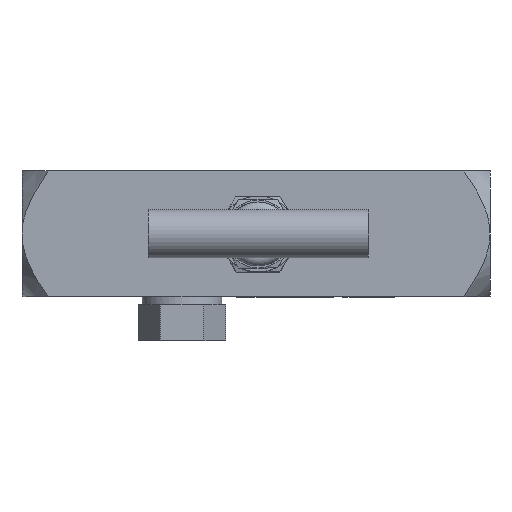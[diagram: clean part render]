
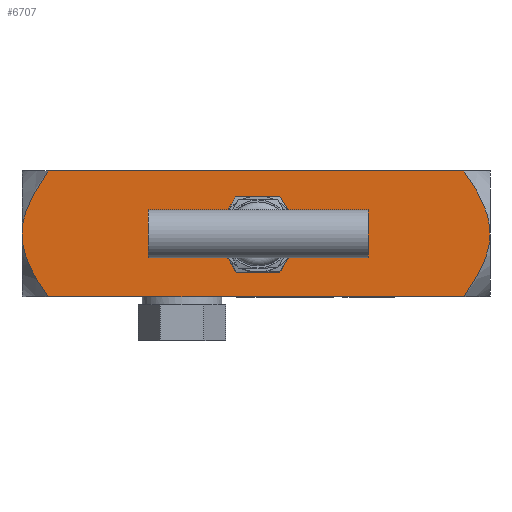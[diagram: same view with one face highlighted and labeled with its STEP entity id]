
A CAD part, left-side view. The second image highlights one B-rep face of the part: STEP entity #6707.
In plain terms, the highlighted planar face has unit normal (-1, 0, 0).
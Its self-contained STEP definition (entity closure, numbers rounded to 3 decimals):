
#240=(
BOUNDED_CURVE()
B_SPLINE_CURVE(2,(#10059,#10060,#10061),.UNSPECIFIED.,.F.,.F.)
B_SPLINE_CURVE_WITH_KNOTS((3,3),(1.617,3.987),
 .UNSPECIFIED.)
CURVE()
GEOMETRIC_REPRESENTATION_ITEM()
RATIONAL_B_SPLINE_CURVE((1.141,1.173,1.))
REPRESENTATION_ITEM('')
);
#242=(
BOUNDED_CURVE()
B_SPLINE_CURVE(2,(#10067,#10068,#10069),.UNSPECIFIED.,.F.,.F.)
B_SPLINE_CURVE_WITH_KNOTS((3,3),(3.987,6.358),
 .UNSPECIFIED.)
CURVE()
GEOMETRIC_REPRESENTATION_ITEM()
RATIONAL_B_SPLINE_CURVE((1.,1.173,1.141))
REPRESENTATION_ITEM('')
);
#244=(
BOUNDED_CURVE()
B_SPLINE_CURVE(2,(#10078,#10079,#10080),.UNSPECIFIED.,.F.,.F.)
B_SPLINE_CURVE_WITH_KNOTS((3,3),(1.05,3.207),
 .UNSPECIFIED.)
CURVE()
GEOMETRIC_REPRESENTATION_ITEM()
RATIONAL_B_SPLINE_CURVE((1.1,1.152,1.))
REPRESENTATION_ITEM('')
);
#245=(
BOUNDED_CURVE()
B_SPLINE_CURVE(2,(#10082,#10083,#10084),.UNSPECIFIED.,.F.,.F.)
B_SPLINE_CURVE_WITH_KNOTS((3,3),(3.207,5.365),
 .UNSPECIFIED.)
CURVE()
GEOMETRIC_REPRESENTATION_ITEM()
RATIONAL_B_SPLINE_CURVE((1.,1.152,1.1))
REPRESENTATION_ITEM('')
);
#875=FACE_OUTER_BOUND('',#1299,.T.);
#1299=EDGE_LOOP('',(#4846,#4847,#4848,#4849,#4850,#4851,#4852));
#1807=LINE('',#9904,#2298);
#1808=LINE('',#9908,#2299);
#1844=LINE('',#10085,#2335);
#2298=VECTOR('',#8055,10.);
#2299=VECTOR('',#8060,10.);
#2335=VECTOR('',#8234,10.);
#2747=VERTEX_POINT('',#9884);
#2752=VERTEX_POINT('',#9899);
#2753=VERTEX_POINT('',#9903);
#2799=VERTEX_POINT('',#10057);
#2800=VERTEX_POINT('',#10058);
#2801=VERTEX_POINT('',#10077);
#2802=VERTEX_POINT('',#10081);
#3482=EDGE_CURVE('',#2752,#2753,#1807,.T.);
#3485=EDGE_CURVE('',#2753,#2747,#1808,.T.);
#3553=EDGE_CURVE('',#2799,#2800,#240,.T.);
#3556=EDGE_CURVE('',#2800,#2747,#242,.T.);
#3560=EDGE_CURVE('',#2752,#2801,#244,.T.);
#3561=EDGE_CURVE('',#2801,#2802,#245,.T.);
#3562=EDGE_CURVE('',#2802,#2799,#1844,.T.);
#4846=ORIENTED_EDGE('',*,*,#3553,.T.);
#4847=ORIENTED_EDGE('',*,*,#3556,.T.);
#4848=ORIENTED_EDGE('',*,*,#3485,.F.);
#4849=ORIENTED_EDGE('',*,*,#3482,.F.);
#4850=ORIENTED_EDGE('',*,*,#3560,.T.);
#4851=ORIENTED_EDGE('',*,*,#3561,.T.);
#4852=ORIENTED_EDGE('',*,*,#3562,.T.);
#6444=PLANE('',#7199);
#6707=ADVANCED_FACE('',(#875),#6444,.T.);
#7199=AXIS2_PLACEMENT_3D('',#10076,#8232,#8233);
#8055=DIRECTION('',(0.,1.,0.));
#8060=DIRECTION('',(0.,1.,0.));
#8232=DIRECTION('center_axis',(-1.,0.,0.));
#8233=DIRECTION('ref_axis',(0.,0.,1.));
#8234=DIRECTION('',(0.,1.,0.));
#9884=CARTESIAN_POINT('',(-15.75,110.476,-15.75));
#9899=CARTESIAN_POINT('',(-15.75,6.524,-15.75));
#9903=CARTESIAN_POINT('',(-15.75,77.,-15.75));
#9904=CARTESIAN_POINT('',(-15.75,0.,-15.75));
#9908=CARTESIAN_POINT('',(-15.75,0.,-15.75));
#10057=CARTESIAN_POINT('',(-15.75,110.476,15.75));
#10058=CARTESIAN_POINT('',(-15.75,117.,0.));
#10059=CARTESIAN_POINT('Ctrl Pts',(-15.75,110.476,15.75));
#10060=CARTESIAN_POINT('Ctrl Pts',(-15.75,117.,6.524));
#10061=CARTESIAN_POINT('Ctrl Pts',(-15.75,117.,0.));
#10067=CARTESIAN_POINT('Ctrl Pts',(-15.75,117.,0.));
#10068=CARTESIAN_POINT('Ctrl Pts',(-15.75,117.,-6.524));
#10069=CARTESIAN_POINT('Ctrl Pts',(-15.75,110.476,-15.75));
#10076=CARTESIAN_POINT('Origin',(-15.75,0.,-15.75));
#10077=CARTESIAN_POINT('',(-15.75,0.,0.));
#10078=CARTESIAN_POINT('Ctrl Pts',(-15.75,6.524,-15.75));
#10079=CARTESIAN_POINT('Ctrl Pts',(-15.75,0.,-6.524));
#10080=CARTESIAN_POINT('Ctrl Pts',(-15.75,0.,0.));
#10081=CARTESIAN_POINT('',(-15.75,6.524,15.75));
#10082=CARTESIAN_POINT('Ctrl Pts',(-15.75,0.,0.));
#10083=CARTESIAN_POINT('Ctrl Pts',(-15.75,0.,6.524));
#10084=CARTESIAN_POINT('Ctrl Pts',(-15.75,6.524,15.75));
#10085=CARTESIAN_POINT('',(-15.75,0.,15.75));
